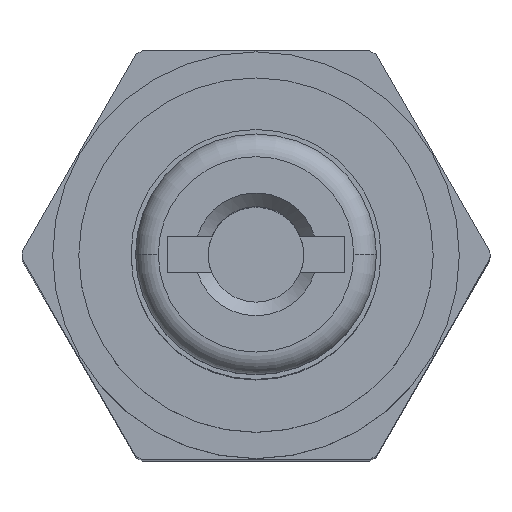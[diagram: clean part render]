
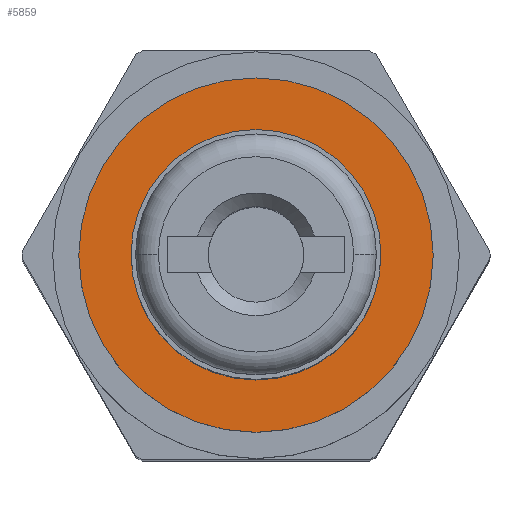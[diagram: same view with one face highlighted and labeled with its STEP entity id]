
A CAD part, top view. The second image highlights one B-rep face of the part: STEP entity #5859.
In plain terms, the highlighted planar face has unit normal (0, 0, 1).
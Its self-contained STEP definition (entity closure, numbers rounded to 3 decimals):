
#28 = VERTEX_POINT ( 'NONE', #2453 ) ;
#33 = EDGE_CURVE ( 'NONE', #6501, #1145, #5184, .T. ) ;
#102 = CIRCLE ( 'NONE', #6401, 2.75 ) ;
#123 = AXIS2_PLACEMENT_3D ( 'NONE', #6690, #4994, #4379 ) ;
#395 = ORIENTED_EDGE ( 'NONE', *, *, #3477, .F. ) ;
#504 = DIRECTION ( 'NONE',  ( 1., 0., 0. ) ) ;
#597 = DIRECTION ( 'NONE',  ( 0., 0., 1. ) ) ;
#1032 = DIRECTION ( 'NONE',  ( 1., 0., 0. ) ) ;
#1057 = DIRECTION ( 'NONE',  ( 0., 0., 1. ) ) ;
#1110 = CARTESIAN_POINT ( 'NONE',  ( 0., 0., -8. ) ) ;
#1145 = VERTEX_POINT ( 'NONE', #5688 ) ;
#1209 = EDGE_LOOP ( 'NONE', ( #5573, #4471 ) ) ;
#1337 = AXIS2_PLACEMENT_3D ( 'NONE', #4768, #5930, #6497 ) ;
#2073 = AXIS2_PLACEMENT_3D ( 'NONE', #5493, #1057, #1032 ) ;
#2173 = CARTESIAN_POINT ( 'NONE',  ( 2.75, 0., -8. ) ) ;
#2317 = FACE_BOUND ( 'NONE', #2777, .T. ) ;
#2332 = CIRCLE ( 'NONE', #2073, 3.9 ) ;
#2453 = CARTESIAN_POINT ( 'NONE',  ( -2.75, 0., -8. ) ) ;
#2505 = DIRECTION ( 'NONE',  ( 1., 0., 0. ) ) ;
#2777 = EDGE_LOOP ( 'NONE', ( #395, #3296 ) ) ;
#3296 = ORIENTED_EDGE ( 'NONE', *, *, #4709, .F. ) ;
#3477 = EDGE_CURVE ( 'NONE', #3696, #28, #4023, .T. ) ;
#3658 = EDGE_CURVE ( 'NONE', #1145, #6501, #2332, .T. ) ;
#3662 = DIRECTION ( 'NONE',  ( 0., 0., 1. ) ) ;
#3696 = VERTEX_POINT ( 'NONE', #2173 ) ;
#4023 = CIRCLE ( 'NONE', #6349, 2.75 ) ;
#4379 = DIRECTION ( 'NONE',  ( 1., 0., 0. ) ) ;
#4471 = ORIENTED_EDGE ( 'NONE', *, *, #33, .T. ) ;
#4709 = EDGE_CURVE ( 'NONE', #28, #3696, #102, .T. ) ;
#4768 = CARTESIAN_POINT ( 'NONE',  ( 0., 0., -8. ) ) ;
#4994 = DIRECTION ( 'NONE',  ( 0., 0., 1. ) ) ;
#5184 = CIRCLE ( 'NONE', #1337, 3.9 ) ;
#5493 = CARTESIAN_POINT ( 'NONE',  ( 0., 0., -8. ) ) ;
#5495 = PLANE ( 'NONE',  #123 ) ;
#5573 = ORIENTED_EDGE ( 'NONE', *, *, #3658, .T. ) ;
#5688 = CARTESIAN_POINT ( 'NONE',  ( 3.9, 0., -8. ) ) ;
#5825 = CARTESIAN_POINT ( 'NONE',  ( 0., 0., -8. ) ) ;
#5859 = ADVANCED_FACE ( 'NONE', ( #6885, #2317 ), #5495, .T. ) ;
#5930 = DIRECTION ( 'NONE',  ( 0., 0., 1. ) ) ;
#6349 = AXIS2_PLACEMENT_3D ( 'NONE', #5825, #3662, #2505 ) ;
#6359 = CARTESIAN_POINT ( 'NONE',  ( -3.9, 0., -8. ) ) ;
#6401 = AXIS2_PLACEMENT_3D ( 'NONE', #1110, #597, #504 ) ;
#6497 = DIRECTION ( 'NONE',  ( 1., 0., 0. ) ) ;
#6501 = VERTEX_POINT ( 'NONE', #6359 ) ;
#6690 = CARTESIAN_POINT ( 'NONE',  ( 0., -2.75, -8. ) ) ;
#6885 = FACE_OUTER_BOUND ( 'NONE', #1209, .T. ) ;
